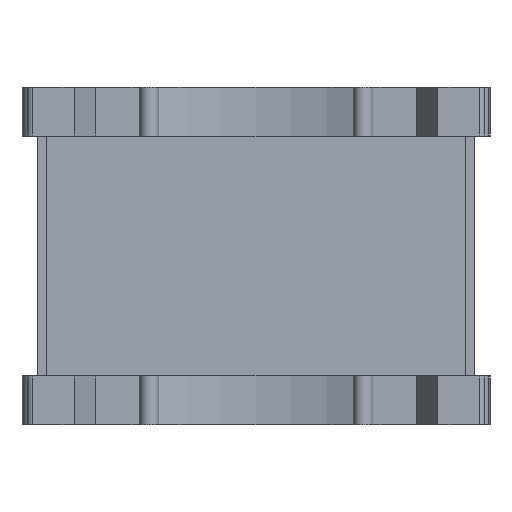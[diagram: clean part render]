
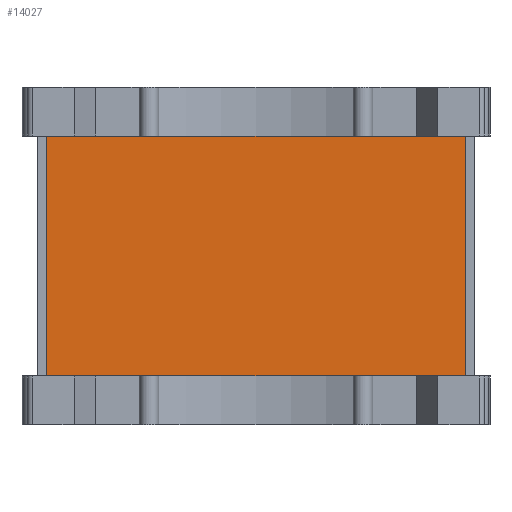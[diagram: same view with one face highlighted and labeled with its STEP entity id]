
A CAD part, front view. The second image highlights one B-rep face of the part: STEP entity #14027.
In plain terms, the highlighted planar face has unit normal (0, -1, 0).
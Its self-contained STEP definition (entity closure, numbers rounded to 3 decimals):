
#857 = DIRECTION ( 'NONE',  ( 0., 0., -1. ) ) ;
#1172 = EDGE_CURVE ( 'NONE', #3770, #6662, #16774, .T. ) ;
#1396 = DIRECTION ( 'NONE',  ( 1., 0., 0. ) ) ;
#1869 = CARTESIAN_POINT ( 'NONE',  ( 16.08, -11.451, -28.18 ) ) ;
#2600 = LINE ( 'NONE', #11070, #5934 ) ;
#3003 = LINE ( 'NONE', #7040, #6323 ) ;
#3335 = CARTESIAN_POINT ( 'NONE',  ( 16.08, -11.451, 0.65 ) ) ;
#3770 = VERTEX_POINT ( 'NONE', #14332 ) ;
#4099 = CARTESIAN_POINT ( 'NONE',  ( 16.08, -11.451, 0.65 ) ) ;
#4319 = AXIS2_PLACEMENT_3D ( 'NONE', #4099, #15454, #6964 ) ;
#4676 = DIRECTION ( 'NONE',  ( 0., 0., -1. ) ) ;
#5462 = EDGE_CURVE ( 'NONE', #3770, #9413, #2600, .T. ) ;
#5934 = VECTOR ( 'NONE', #18085, 1000. ) ;
#6323 = VECTOR ( 'NONE', #1396, 1000. ) ;
#6425 = ORIENTED_EDGE ( 'NONE', *, *, #1172, .F. ) ;
#6662 = VERTEX_POINT ( 'NONE', #1869 ) ;
#6964 = DIRECTION ( 'NONE',  ( 1., 0., 0. ) ) ;
#7040 = CARTESIAN_POINT ( 'NONE',  ( -26.92, -11.451, -28.18 ) ) ;
#7268 = VERTEX_POINT ( 'NONE', #17716 ) ;
#8201 = ORIENTED_EDGE ( 'NONE', *, *, #9106, .T. ) ;
#8723 = ORIENTED_EDGE ( 'NONE', *, *, #5462, .T. ) ;
#9106 = EDGE_CURVE ( 'NONE', #9413, #7268, #10267, .T. ) ;
#9413 = VERTEX_POINT ( 'NONE', #17084 ) ;
#10157 = FACE_OUTER_BOUND ( 'NONE', #14713, .T. ) ;
#10267 = LINE ( 'NONE', #17838, #17326 ) ;
#11070 = CARTESIAN_POINT ( 'NONE',  ( -26.92, -11.451, -3.5 ) ) ;
#11287 = ORIENTED_EDGE ( 'NONE', *, *, #12491, .T. ) ;
#12491 = EDGE_CURVE ( 'NONE', #7268, #6662, #3003, .T. ) ;
#12626 = PLANE ( 'NONE',  #4319 ) ;
#13033 = VECTOR ( 'NONE', #4676, 1000. ) ;
#14027 = ADVANCED_FACE ( 'NONE', ( #10157 ), #12626, .T. ) ;
#14332 = CARTESIAN_POINT ( 'NONE',  ( 16.08, -11.451, -3.5 ) ) ;
#14713 = EDGE_LOOP ( 'NONE', ( #8201, #11287, #6425, #8723 ) ) ;
#15454 = DIRECTION ( 'NONE',  ( 0., -1., 0. ) ) ;
#16774 = LINE ( 'NONE', #3335, #13033 ) ;
#17084 = CARTESIAN_POINT ( 'NONE',  ( -26.92, -11.451, -3.5 ) ) ;
#17326 = VECTOR ( 'NONE', #857, 1000. ) ;
#17716 = CARTESIAN_POINT ( 'NONE',  ( -26.92, -11.451, -28.18 ) ) ;
#17838 = CARTESIAN_POINT ( 'NONE',  ( -26.92, -11.451, 0.65 ) ) ;
#18085 = DIRECTION ( 'NONE',  ( -1., 0., 0. ) ) ;
